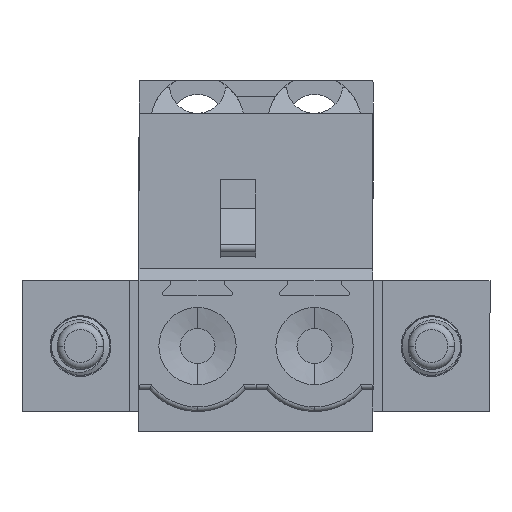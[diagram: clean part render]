
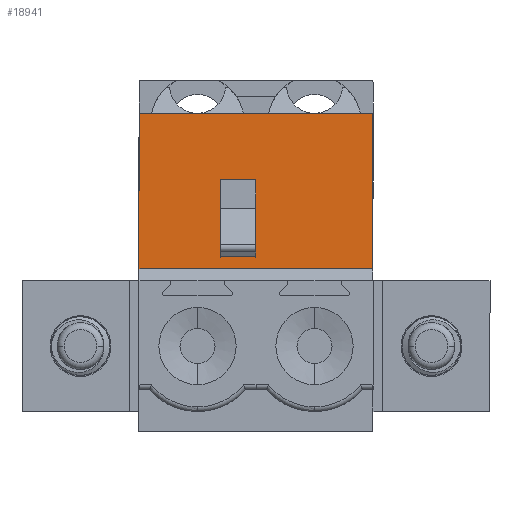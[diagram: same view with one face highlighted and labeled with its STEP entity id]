
A CAD part, front view. The second image highlights one B-rep face of the part: STEP entity #18941.
In plain terms, the highlighted planar face has unit normal (0, -1, 0).
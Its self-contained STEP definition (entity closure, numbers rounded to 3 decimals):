
#55 = ORIENTED_EDGE ( 'NONE', *, *, #7381, .F. ) ;
#1233 = AXIS2_PLACEMENT_3D ( 'NONE', #10760, #12921, #32066 ) ;
#1743 = LINE ( 'NONE', #10416, #7164 ) ;
#1853 = EDGE_LOOP ( 'NONE', ( #1955, #14632, #23681, #16615 ) ) ;
#1955 = ORIENTED_EDGE ( 'NONE', *, *, #34649, .F. ) ;
#2260 = FACE_BOUND ( 'NONE', #29463, .T. ) ;
#2418 = DIRECTION ( 'NONE',  ( 0., 0., -1. ) ) ;
#3107 = LINE ( 'NONE', #5960, #11606 ) ;
#5016 = DIRECTION ( 'NONE',  ( 0., 0., 1. ) ) ;
#5069 = EDGE_CURVE ( 'NONE', #28408, #22357, #32779, .T. ) ;
#5213 = EDGE_CURVE ( 'NONE', #32211, #17366, #34542, .T. ) ;
#5288 = EDGE_CURVE ( 'NONE', #29474, #8423, #3107, .T. ) ;
#5518 = CARTESIAN_POINT ( 'NONE',  ( 5., 8.9, 10.75 ) ) ;
#5787 = DIRECTION ( 'NONE',  ( 0., 0., 1. ) ) ;
#5960 = CARTESIAN_POINT ( 'NONE',  ( 0., 8.9, 6.95 ) ) ;
#6643 = CARTESIAN_POINT ( 'NONE',  ( 5., 8.9, 10.75 ) ) ;
#6699 = CARTESIAN_POINT ( 'NONE',  ( 5., 8.9, 8.75 ) ) ;
#7164 = VECTOR ( 'NONE', #2418, 1000. ) ;
#7381 = EDGE_CURVE ( 'NONE', #22357, #17366, #1743, .T. ) ;
#8423 = VERTEX_POINT ( 'NONE', #28030 ) ;
#9605 = LINE ( 'NONE', #28810, #27655 ) ;
#9617 = CARTESIAN_POINT ( 'NONE',  ( 3.5, 8.9, 10.75 ) ) ;
#10072 = VERTEX_POINT ( 'NONE', #16973 ) ;
#10104 = DIRECTION ( 'NONE',  ( -1., 0., 0. ) ) ;
#10416 = CARTESIAN_POINT ( 'NONE',  ( 3.5, 8.9, 10.75 ) ) ;
#10760 = CARTESIAN_POINT ( 'NONE',  ( 10., 8.9, 6.95 ) ) ;
#10825 = CARTESIAN_POINT ( 'NONE',  ( 10., 8.9, 6.95 ) ) ;
#11250 = ORIENTED_EDGE ( 'NONE', *, *, #31742, .T. ) ;
#11606 = VECTOR ( 'NONE', #5787, 1000. ) ;
#12423 = CARTESIAN_POINT ( 'NONE',  ( 3.5, 8.9, 8.75 ) ) ;
#12921 = DIRECTION ( 'NONE',  ( 0., -1., 0. ) ) ;
#13300 = VECTOR ( 'NONE', #23634, 1000. ) ;
#14149 = EDGE_CURVE ( 'NONE', #29459, #10072, #20907, .T. ) ;
#14632 = ORIENTED_EDGE ( 'NONE', *, *, #14149, .T. ) ;
#15776 = LINE ( 'NONE', #34581, #31025 ) ;
#16169 = VECTOR ( 'NONE', #29966, 1000. ) ;
#16233 = CARTESIAN_POINT ( 'NONE',  ( 5., 8.9, 8.75 ) ) ;
#16615 = ORIENTED_EDGE ( 'NONE', *, *, #5288, .F. ) ;
#16973 = CARTESIAN_POINT ( 'NONE',  ( 10., 8.9, 13.6 ) ) ;
#17366 = VERTEX_POINT ( 'NONE', #12423 ) ;
#18092 = VECTOR ( 'NONE', #5016, 1000. ) ;
#18257 = DIRECTION ( 'NONE',  ( -1., 0., 0. ) ) ;
#18309 = VECTOR ( 'NONE', #27041, 1000. ) ;
#18662 = ORIENTED_EDGE ( 'NONE', *, *, #5213, .T. ) ;
#18941 = ADVANCED_FACE ( 'NONE', ( #34903, #2260 ), #29446, .T. ) ;
#20907 = LINE ( 'NONE', #10825, #18092 ) ;
#22357 = VERTEX_POINT ( 'NONE', #9617 ) ;
#22947 = CARTESIAN_POINT ( 'NONE',  ( 10., 8.9, 6.95 ) ) ;
#23634 = DIRECTION ( 'NONE',  ( -1., 0., 0. ) ) ;
#23681 = ORIENTED_EDGE ( 'NONE', *, *, #27800, .T. ) ;
#25444 = CARTESIAN_POINT ( 'NONE',  ( 0., 8.9, 6.95 ) ) ;
#27041 = DIRECTION ( 'NONE',  ( 0., 0., -1. ) ) ;
#27655 = VECTOR ( 'NONE', #18257, 1000. ) ;
#27800 = EDGE_CURVE ( 'NONE', #10072, #8423, #9605, .T. ) ;
#28030 = CARTESIAN_POINT ( 'NONE',  ( 0., 8.9, 13.6 ) ) ;
#28408 = VERTEX_POINT ( 'NONE', #6643 ) ;
#28810 = CARTESIAN_POINT ( 'NONE',  ( 10., 8.9, 13.6 ) ) ;
#29446 = PLANE ( 'NONE',  #1233 ) ;
#29459 = VERTEX_POINT ( 'NONE', #22947 ) ;
#29463 = EDGE_LOOP ( 'NONE', ( #34541, #11250, #18662, #55 ) ) ;
#29474 = VERTEX_POINT ( 'NONE', #25444 ) ;
#29966 = DIRECTION ( 'NONE',  ( -1., 0., 0. ) ) ;
#30694 = CARTESIAN_POINT ( 'NONE',  ( 5., 8.9, 10.75 ) ) ;
#31025 = VECTOR ( 'NONE', #10104, 1000. ) ;
#31742 = EDGE_CURVE ( 'NONE', #28408, #32211, #34970, .T. ) ;
#32066 = DIRECTION ( 'NONE',  ( 0., 0., -1. ) ) ;
#32211 = VERTEX_POINT ( 'NONE', #6699 ) ;
#32779 = LINE ( 'NONE', #30694, #16169 ) ;
#34541 = ORIENTED_EDGE ( 'NONE', *, *, #5069, .F. ) ;
#34542 = LINE ( 'NONE', #16233, #13300 ) ;
#34581 = CARTESIAN_POINT ( 'NONE',  ( 10., 8.9, 6.95 ) ) ;
#34649 = EDGE_CURVE ( 'NONE', #29459, #29474, #15776, .T. ) ;
#34903 = FACE_OUTER_BOUND ( 'NONE', #1853, .T. ) ;
#34970 = LINE ( 'NONE', #5518, #18309 ) ;
